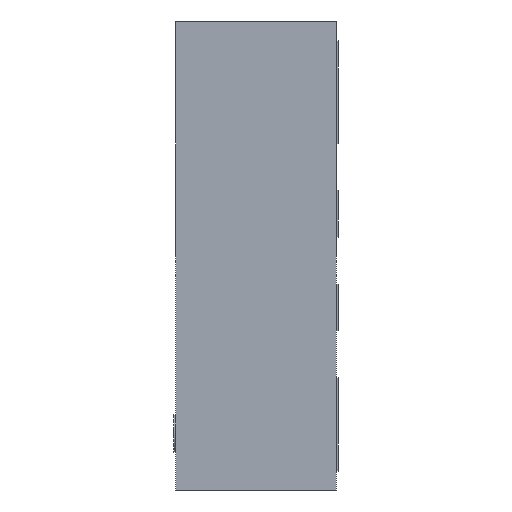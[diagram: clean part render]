
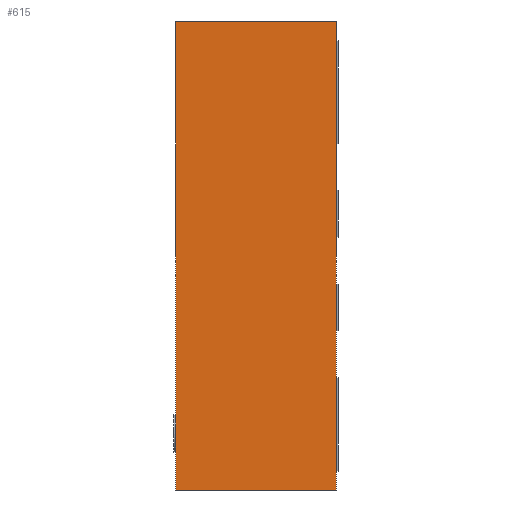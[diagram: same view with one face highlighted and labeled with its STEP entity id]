
A CAD part, left-side view. The second image highlights one B-rep face of the part: STEP entity #615.
In plain terms, the highlighted planar face has unit normal (-1, 0, 0).
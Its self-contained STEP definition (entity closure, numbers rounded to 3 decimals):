
#121 = ORIENTED_EDGE ( 'NONE', *, *, #1420, .T. ) ;
#227 = CARTESIAN_POINT ( 'NONE',  ( -1.5, 0., 1.25 ) ) ;
#410 = CARTESIAN_POINT ( 'NONE',  ( -1.5, -0.86, 1.25 ) ) ;
#563 = VERTEX_POINT ( 'NONE', #1876 ) ;
#584 = ORIENTED_EDGE ( 'NONE', *, *, #2575, .F. ) ;
#615 = ADVANCED_FACE ( 'NONE', ( #2031 ), #2161, .T. ) ;
#627 = VECTOR ( 'NONE', #1155, 1000. ) ;
#766 = CARTESIAN_POINT ( 'NONE',  ( -1.5, 0., 1.25 ) ) ;
#1078 = LINE ( 'NONE', #1428, #1107 ) ;
#1107 = VECTOR ( 'NONE', #1381, 1000. ) ;
#1146 = VERTEX_POINT ( 'NONE', #1933 ) ;
#1155 = DIRECTION ( 'NONE',  ( 0., 0., 1. ) ) ;
#1218 = DIRECTION ( 'NONE',  ( 0., 0., 1. ) ) ;
#1351 = VECTOR ( 'NONE', #2995, 1000. ) ;
#1360 = AXIS2_PLACEMENT_3D ( 'NONE', #410, #2427, #2931 ) ;
#1381 = DIRECTION ( 'NONE',  ( 0., 1., 0. ) ) ;
#1408 = EDGE_LOOP ( 'NONE', ( #1778, #584, #121, #3172 ) ) ;
#1420 = EDGE_CURVE ( 'NONE', #563, #1146, #3080, .T. ) ;
#1428 = CARTESIAN_POINT ( 'NONE',  ( -1.5, -0.86, 1.25 ) ) ;
#1679 = EDGE_CURVE ( 'NONE', #1146, #2642, #1078, .T. ) ;
#1778 = ORIENTED_EDGE ( 'NONE', *, *, #2486, .F. ) ;
#1793 = VECTOR ( 'NONE', #1218, 1000. ) ;
#1876 = CARTESIAN_POINT ( 'NONE',  ( -1.5, -0.86, -1.25 ) ) ;
#1933 = CARTESIAN_POINT ( 'NONE',  ( -1.5, -0.86, 1.25 ) ) ;
#1995 = CARTESIAN_POINT ( 'NONE',  ( -1.5, -0.86, -1.25 ) ) ;
#2031 = FACE_OUTER_BOUND ( 'NONE', #1408, .T. ) ;
#2161 = PLANE ( 'NONE',  #1360 ) ;
#2427 = DIRECTION ( 'NONE',  ( -1., 0., 0. ) ) ;
#2486 = EDGE_CURVE ( 'NONE', #2621, #2642, #2869, .T. ) ;
#2575 = EDGE_CURVE ( 'NONE', #563, #2621, #2791, .T. ) ;
#2621 = VERTEX_POINT ( 'NONE', #3261 ) ;
#2642 = VERTEX_POINT ( 'NONE', #766 ) ;
#2719 = CARTESIAN_POINT ( 'NONE',  ( -1.5, -0.86, 1.25 ) ) ;
#2791 = LINE ( 'NONE', #1995, #1351 ) ;
#2869 = LINE ( 'NONE', #227, #1793 ) ;
#2931 = DIRECTION ( 'NONE',  ( 0., 0., 1. ) ) ;
#2995 = DIRECTION ( 'NONE',  ( 0., 1., 0. ) ) ;
#3080 = LINE ( 'NONE', #2719, #627 ) ;
#3172 = ORIENTED_EDGE ( 'NONE', *, *, #1679, .T. ) ;
#3261 = CARTESIAN_POINT ( 'NONE',  ( -1.5, 0., -1.25 ) ) ;
